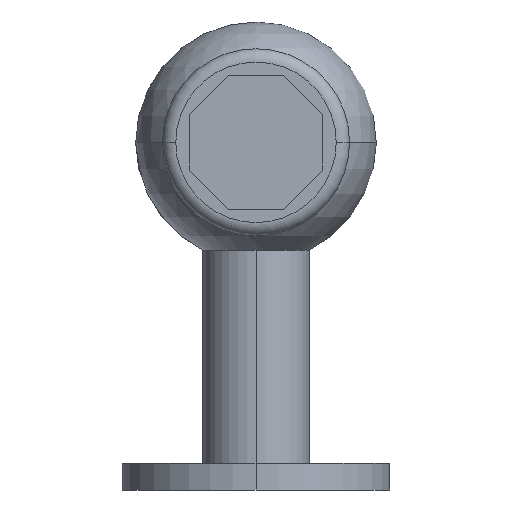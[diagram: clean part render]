
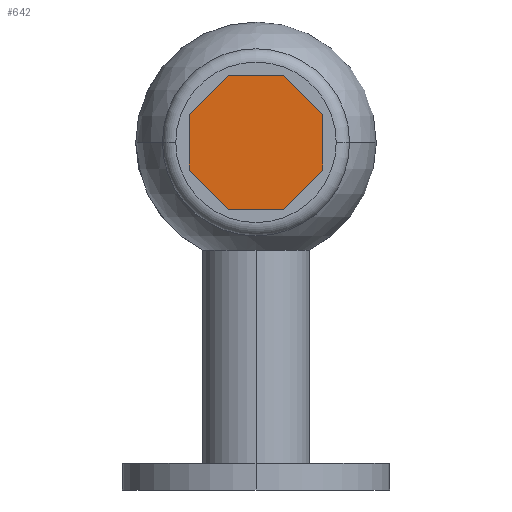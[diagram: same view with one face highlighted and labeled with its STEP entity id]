
A CAD part, left-side view. The second image highlights one B-rep face of the part: STEP entity #642.
In plain terms, the highlighted planar face has unit normal (-1, 0, 0).
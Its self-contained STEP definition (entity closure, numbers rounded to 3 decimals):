
#44 = DIRECTION ( 'NONE',  ( 0., 0.707, -0.707 ) ) ;
#45 = EDGE_CURVE ( 'NONE', #1151, #374, #1213, .T. ) ;
#75 = CARTESIAN_POINT ( 'NONE',  ( -235., 5.178, 77.5 ) ) ;
#79 = ORIENTED_EDGE ( 'NONE', *, *, #532, .F. ) ;
#95 = DIRECTION ( 'NONE',  ( 0., 0.707, 0.707 ) ) ;
#149 = CARTESIAN_POINT ( 'NONE',  ( -235., -5.178, 77.5 ) ) ;
#175 = VECTOR ( 'NONE', #2040, 1000. ) ;
#256 = VERTEX_POINT ( 'NONE', #2238 ) ;
#263 = CARTESIAN_POINT ( 'NONE',  ( -235., 12.5, 70.178 ) ) ;
#302 = DIRECTION ( 'NONE',  ( 0., -0.707, 0.707 ) ) ;
#307 = EDGE_LOOP ( 'NONE', ( #990, #1509, #370, #2126, #1944, #1703, #1375, #79 ) ) ;
#327 = EDGE_CURVE ( 'NONE', #374, #1779, #1256, .T. ) ;
#370 = ORIENTED_EDGE ( 'NONE', *, *, #327, .F. ) ;
#374 = VERTEX_POINT ( 'NONE', #1008 ) ;
#379 = CARTESIAN_POINT ( 'NONE',  ( -235., -12.5, 70.178 ) ) ;
#388 = VECTOR ( 'NONE', #1984, 1000. ) ;
#461 = VECTOR ( 'NONE', #44, 1000. ) ;
#498 = DIRECTION ( 'NONE',  ( 0., -0.707, -0.707 ) ) ;
#532 = EDGE_CURVE ( 'NONE', #1927, #2007, #1700, .T. ) ;
#560 = EDGE_CURVE ( 'NONE', #1779, #1113, #803, .T. ) ;
#619 = CARTESIAN_POINT ( 'NONE',  ( -235., 0., 0. ) ) ;
#642 = ADVANCED_FACE ( 'NONE', ( #1720 ), #2222, .F. ) ;
#651 = VECTOR ( 'NONE', #302, 1000. ) ;
#707 = LINE ( 'NONE', #1589, #857 ) ;
#785 = VECTOR ( 'NONE', #1930, 1000. ) ;
#793 = CARTESIAN_POINT ( 'NONE',  ( -235., 5.178, 52.5 ) ) ;
#803 = LINE ( 'NONE', #2018, #461 ) ;
#842 = EDGE_CURVE ( 'NONE', #2007, #256, #2123, .T. ) ;
#857 = VECTOR ( 'NONE', #1933, 1000. ) ;
#915 = CARTESIAN_POINT ( 'NONE',  ( -235., 5.178, 77.5 ) ) ;
#933 = CARTESIAN_POINT ( 'NONE',  ( -235., -12.5, 59.822 ) ) ;
#966 = DIRECTION ( 'NONE',  ( 0., 0., -1. ) ) ;
#979 = LINE ( 'NONE', #263, #651 ) ;
#990 = ORIENTED_EDGE ( 'NONE', *, *, #1335, .F. ) ;
#1008 = CARTESIAN_POINT ( 'NONE',  ( -235., -12.5, 70.178 ) ) ;
#1025 = VERTEX_POINT ( 'NONE', #915 ) ;
#1113 = VERTEX_POINT ( 'NONE', #1768 ) ;
#1151 = VERTEX_POINT ( 'NONE', #1469 ) ;
#1213 = LINE ( 'NONE', #149, #1292 ) ;
#1256 = LINE ( 'NONE', #379, #388 ) ;
#1292 = VECTOR ( 'NONE', #498, 1000. ) ;
#1335 = EDGE_CURVE ( 'NONE', #1113, #1927, #707, .T. ) ;
#1375 = ORIENTED_EDGE ( 'NONE', *, *, #842, .F. ) ;
#1469 = CARTESIAN_POINT ( 'NONE',  ( -235., -5.178, 77.5 ) ) ;
#1509 = ORIENTED_EDGE ( 'NONE', *, *, #560, .F. ) ;
#1589 = CARTESIAN_POINT ( 'NONE',  ( -235., -5.178, 52.5 ) ) ;
#1648 = AXIS2_PLACEMENT_3D ( 'NONE', #619, #2047, #966 ) ;
#1694 = VECTOR ( 'NONE', #95, 1000. ) ;
#1700 = LINE ( 'NONE', #2216, #1694 ) ;
#1701 = CARTESIAN_POINT ( 'NONE',  ( -235., 12.5, 59.822 ) ) ;
#1703 = ORIENTED_EDGE ( 'NONE', *, *, #1880, .F. ) ;
#1720 = FACE_OUTER_BOUND ( 'NONE', #307, .T. ) ;
#1768 = CARTESIAN_POINT ( 'NONE',  ( -235., -5.178, 52.5 ) ) ;
#1779 = VERTEX_POINT ( 'NONE', #933 ) ;
#1880 = EDGE_CURVE ( 'NONE', #256, #1025, #979, .T. ) ;
#1894 = CARTESIAN_POINT ( 'NONE',  ( -235., 12.5, 59.822 ) ) ;
#1927 = VERTEX_POINT ( 'NONE', #793 ) ;
#1930 = DIRECTION ( 'NONE',  ( 0., 0., 1. ) ) ;
#1933 = DIRECTION ( 'NONE',  ( 0., 1., 0. ) ) ;
#1944 = ORIENTED_EDGE ( 'NONE', *, *, #2282, .F. ) ;
#1984 = DIRECTION ( 'NONE',  ( 0., 0., -1. ) ) ;
#2007 = VERTEX_POINT ( 'NONE', #1701 ) ;
#2018 = CARTESIAN_POINT ( 'NONE',  ( -235., -12.5, 59.822 ) ) ;
#2022 = LINE ( 'NONE', #75, #175 ) ;
#2040 = DIRECTION ( 'NONE',  ( 0., -1., 0. ) ) ;
#2047 = DIRECTION ( 'NONE',  ( 1., 0., 0. ) ) ;
#2123 = LINE ( 'NONE', #1894, #785 ) ;
#2126 = ORIENTED_EDGE ( 'NONE', *, *, #45, .F. ) ;
#2216 = CARTESIAN_POINT ( 'NONE',  ( -235., 5.178, 52.5 ) ) ;
#2222 = PLANE ( 'NONE',  #1648 ) ;
#2238 = CARTESIAN_POINT ( 'NONE',  ( -235., 12.5, 70.178 ) ) ;
#2282 = EDGE_CURVE ( 'NONE', #1025, #1151, #2022, .T. ) ;
